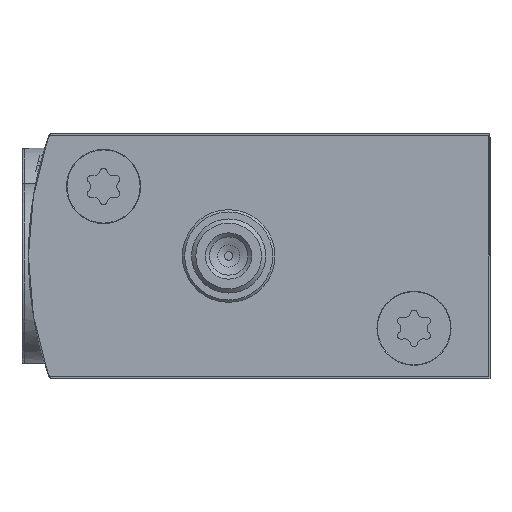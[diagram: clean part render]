
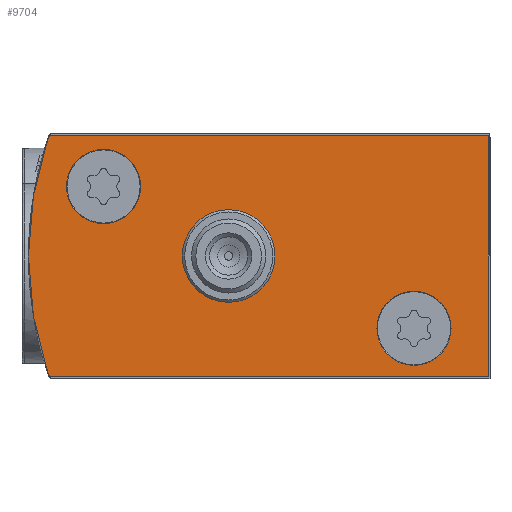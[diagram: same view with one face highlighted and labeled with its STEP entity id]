
A CAD part, left-side view. The second image highlights one B-rep face of the part: STEP entity #9704.
In plain terms, the highlighted planar face has unit normal (-1, 0, 0).
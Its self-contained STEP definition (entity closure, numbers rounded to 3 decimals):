
#922=LINE('',#17561,#1790);
#925=LINE('',#17567,#1793);
#936=LINE('',#17616,#1804);
#1790=VECTOR('',#14486,1000.);
#1793=VECTOR('',#14491,1000.);
#1804=VECTOR('',#14538,1000.);
#3806=ORIENTED_EDGE('',*,*,#5675,.F.);
#3807=ORIENTED_EDGE('',*,*,#5676,.T.);
#3808=ORIENTED_EDGE('',*,*,#5677,.T.);
#3809=ORIENTED_EDGE('',*,*,#5634,.F.);
#3810=ORIENTED_EDGE('',*,*,#5568,.F.);
#3811=ORIENTED_EDGE('',*,*,#5671,.F.);
#3812=ORIENTED_EDGE('',*,*,#5668,.F.);
#3813=ORIENTED_EDGE('',*,*,#5640,.F.);
#3814=ORIENTED_EDGE('',*,*,#5637,.F.);
#5568=EDGE_CURVE('',#6674,#6675,#7283,.T.);
#5634=EDGE_CURVE('',#6675,#6734,#7320,.T.);
#5637=EDGE_CURVE('',#6734,#6736,#922,.T.);
#5640=EDGE_CURVE('',#6736,#6738,#925,.T.);
#5668=EDGE_CURVE('',#6738,#6758,#936,.T.);
#5671=EDGE_CURVE('',#6758,#6674,#7339,.T.);
#5675=EDGE_CURVE('',#6762,#6762,#7343,.F.);
#5676=EDGE_CURVE('',#6763,#6763,#7344,.T.);
#5677=EDGE_CURVE('',#6764,#6764,#7345,.T.);
#6674=VERTEX_POINT('',#17418);
#6675=VERTEX_POINT('',#17419);
#6734=VERTEX_POINT('',#17556);
#6736=VERTEX_POINT('',#17562);
#6738=VERTEX_POINT('',#17568);
#6758=VERTEX_POINT('',#17617);
#6762=VERTEX_POINT('',#17631);
#6763=VERTEX_POINT('',#17633);
#6764=VERTEX_POINT('',#17635);
#7283=CIRCLE('',#12180,39.5);
#7320=CIRCLE('',#12229,0.2);
#7339=CIRCLE('',#12252,0.2);
#7343=CIRCLE('',#12258,5.);
#7344=CIRCLE('',#12259,4.);
#7345=CIRCLE('',#12260,4.);
#7943=EDGE_LOOP('',(#3806));
#7944=EDGE_LOOP('',(#3807));
#7945=EDGE_LOOP('',(#3808));
#7946=EDGE_LOOP('',(#3809,#3810,#3811,#3812,#3813,#3814));
#8709=FACE_BOUND('',#7943,.T.);
#8710=FACE_BOUND('',#7944,.T.);
#8711=FACE_BOUND('',#7945,.T.);
#8712=FACE_BOUND('',#7946,.T.);
#9242=PLANE('',#12257);
#9704=ADVANCED_FACE('',(#8709,#8710,#8711,#8712),#9242,.F.);
#12180=AXIS2_PLACEMENT_3D('',#17417,#14352,#14353);
#12229=AXIS2_PLACEMENT_3D('',#17555,#14479,#14480);
#12252=AXIS2_PLACEMENT_3D('',#17622,#14543,#14544);
#12257=AXIS2_PLACEMENT_3D('',#17629,#14553,#14554);
#12258=AXIS2_PLACEMENT_3D('',#17630,#14555,#14556);
#12259=AXIS2_PLACEMENT_3D('',#17632,#14557,#14558);
#12260=AXIS2_PLACEMENT_3D('',#17634,#14559,#14560);
#14352=DIRECTION('',(1.,0.,0.));
#14353=DIRECTION('',(0.,0.,-1.));
#14479=DIRECTION('',(1.,0.,0.));
#14480=DIRECTION('',(0.,0.,-1.));
#14486=DIRECTION('',(0.,-1.,0.));
#14491=DIRECTION('',(0.,0.,-1.));
#14538=DIRECTION('',(0.,1.,0.));
#14543=DIRECTION('',(1.,0.,0.));
#14544=DIRECTION('',(0.,0.,-1.));
#14553=DIRECTION('',(1.,0.,0.));
#14554=DIRECTION('',(0.,0.,-1.));
#14555=DIRECTION('',(1.,0.,0.));
#14556=DIRECTION('',(0.,0.,-1.));
#14557=DIRECTION('',(1.,0.,0.));
#14558=DIRECTION('',(0.,0.,-1.));
#14559=DIRECTION('',(1.,0.,0.));
#14560=DIRECTION('',(0.,0.,-1.));
#17417=CARTESIAN_POINT('',(0.,10.3,0.));
#17418=CARTESIAN_POINT('',(0.,47.663,-12.815));
#17419=CARTESIAN_POINT('',(0.,47.663,12.815));
#17555=CARTESIAN_POINT('',(0.,47.474,12.75));
#17556=CARTESIAN_POINT('',(0.,47.474,12.95));
#17561=CARTESIAN_POINT('',(0.,47.474,12.95));
#17562=CARTESIAN_POINT('',(0.,0.2,12.95));
#17567=CARTESIAN_POINT('',(0.,0.2,12.95));
#17568=CARTESIAN_POINT('',(0.,0.2,-12.95));
#17616=CARTESIAN_POINT('',(0.,0.2,-12.95));
#17617=CARTESIAN_POINT('',(0.,47.474,-12.95));
#17622=CARTESIAN_POINT('',(0.,47.474,-12.75));
#17629=CARTESIAN_POINT('',(0.,47.474,12.75));
#17630=CARTESIAN_POINT('',(0.,28.2,0.));
#17631=CARTESIAN_POINT('',(0.,28.2,-5.));
#17632=CARTESIAN_POINT('',(0.,41.7,7.5));
#17633=CARTESIAN_POINT('',(0.,41.7,3.5));
#17634=CARTESIAN_POINT('',(0.,8.2,-7.8));
#17635=CARTESIAN_POINT('',(0.,8.2,-11.8));
